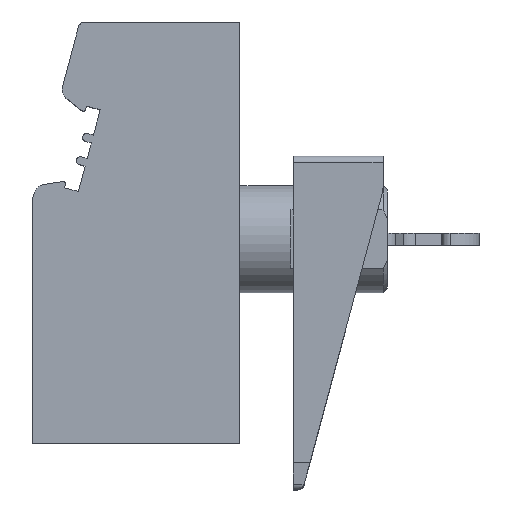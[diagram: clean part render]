
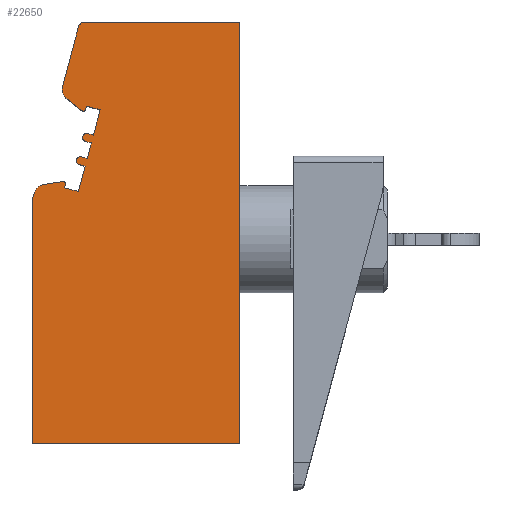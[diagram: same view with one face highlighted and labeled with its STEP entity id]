
A CAD part, top view. The second image highlights one B-rep face of the part: STEP entity #22650.
In plain terms, the highlighted planar face has unit normal (0, 0, 1).
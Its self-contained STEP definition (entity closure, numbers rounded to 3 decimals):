
#120=CARTESIAN_POINT('',(182.402,179.679,19.98));
#130=VERTEX_POINT('',#120);
#280=CARTESIAN_POINT('',(182.402,197.961,19.98));
#290=VERTEX_POINT('',#280);
#320=CARTESIAN_POINT('',(182.402,0.,19.98));
#330=DIRECTION('',(0.,1.,0.));
#340=VECTOR('',#330,1.);
#350=LINE('',#320,#340);
#360=EDGE_CURVE('',#130,#290,#350,.T.);
#880=CARTESIAN_POINT('',(197.899,179.679,19.98));
#890=DIRECTION('',(-1.,0.,0.));
#900=VECTOR('',#890,1.);
#910=LINE('',#880,#900);
#920=CARTESIAN_POINT('',(197.899,179.679,19.98));
#930=VERTEX_POINT('',#920);
#940=EDGE_CURVE('',#930,#130,#910,.T.);
#8920=CARTESIAN_POINT('',(197.899,0.,19.98));
#8930=DIRECTION('',(0.,-1.,0.));
#8940=VECTOR('',#8930,1.);
#8950=LINE('',#8920,#8940);
#8960=CARTESIAN_POINT('',(197.899,211.179,19.98));
#8970=VERTEX_POINT('',#8960);
#8980=EDGE_CURVE('',#8970,#930,#8950,.T.);
#20530=CARTESIAN_POINT('',(0.,0.,19.98));
#20540=DIRECTION('',(0.,0.,1.));
#20550=DIRECTION('',(1.,0.,0.));
#20560=AXIS2_PLACEMENT_3D('',#20530,#20540,#20550);
#20570=PLANE('',#20560);
#20580=ORIENTED_EDGE('',*,*,#940,.F.);
#20590=ORIENTED_EDGE('',*,*,#360,.F.);
#20600=CARTESIAN_POINT('',(182.902,197.961,19.98));
#20610=DIRECTION('',(0.,0.,1.));
#20620=DIRECTION('',(1.,0.,0.));
#20630=AXIS2_PLACEMENT_3D('',#20600,#20610,#20620);
#20640=CIRCLE('',#20630,0.5);
#20650=CARTESIAN_POINT('',(182.415,198.077,19.98));
#20660=VERTEX_POINT('',#20650);
#20670=EDGE_CURVE('',#20660,#290,#20640,.T.);
#20680=ORIENTED_EDGE('',*,*,#20670,.T.);
#20690=CARTESIAN_POINT('',(182.48,198.312,19.98));
#20700=DIRECTION('',(-0.265,-0.964,0.));
#20710=VECTOR('',#20700,1.);
#20720=LINE('',#20690,#20710);
#20730=CARTESIAN_POINT('',(182.48,198.312,19.98));
#20740=VERTEX_POINT('',#20730);
#20750=EDGE_CURVE('',#20740,#20660,#20720,.T.);
#20760=ORIENTED_EDGE('',*,*,#20750,.T.);
#20770=CARTESIAN_POINT('',(183.446,198.053,19.98));
#20780=DIRECTION('',(0.,0.,1.));
#20790=DIRECTION('',(1.,0.,0.));
#20800=AXIS2_PLACEMENT_3D('',#20770,#20780,#20790);
#20810=CIRCLE('',#20800,1.);
#20820=CARTESIAN_POINT('',(183.294,199.042,19.98));
#20830=VERTEX_POINT('',#20820);
#20840=EDGE_CURVE('',#20830,#20740,#20810,.T.);
#20850=ORIENTED_EDGE('',*,*,#20840,.T.);
#20860=CARTESIAN_POINT('',(184.664,199.252,19.98));
#20870=DIRECTION('',(-0.988,-0.152,0.));
#20880=VECTOR('',#20870,1.);
#20890=LINE('',#20860,#20880);
#20900=CARTESIAN_POINT('',(184.664,199.252,19.98));
#20910=VERTEX_POINT('',#20900);
#20920=EDGE_CURVE('',#20910,#20830,#20890,.T.);
#20930=ORIENTED_EDGE('',*,*,#20920,.T.);
#20940=CARTESIAN_POINT('',(184.69,199.084,19.98));
#20950=DIRECTION('',(0.,0.,1.));
#20960=DIRECTION('',(1.,0.,0.));
#20970=AXIS2_PLACEMENT_3D('',#20940,#20950,#20960);
#20980=CIRCLE('',#20970,0.17);
#20990=CARTESIAN_POINT('',(184.86,199.084,19.98));
#21000=VERTEX_POINT('',#20990);
#21010=EDGE_CURVE('',#21000,#20910,#20980,.T.);
#21020=ORIENTED_EDGE('',*,*,#21010,.T.);
#21030=CARTESIAN_POINT('',(184.854,199.04,19.98));
#21040=VERTEX_POINT('',#21030);
#21050=EDGE_CURVE('',#21040,#21000,#20980,.T.);
#21060=ORIENTED_EDGE('',*,*,#21050,.T.);
#21070=CARTESIAN_POINT('',(184.785,198.782,19.98));
#21080=DIRECTION('',(0.259,0.966,0.));
#21090=VECTOR('',#21080,1.);
#21100=LINE('',#21070,#21090);
#21110=CARTESIAN_POINT('',(184.785,198.782,19.98));
#21120=VERTEX_POINT('',#21110);
#21130=EDGE_CURVE('',#21120,#21040,#21100,.T.);
#21140=ORIENTED_EDGE('',*,*,#21130,.T.);
#21150=CARTESIAN_POINT('',(185.819,198.505,19.98));
#21160=DIRECTION('',(-0.966,0.259,0.));
#21170=VECTOR('',#21160,1.);
#21180=LINE('',#21150,#21170);
#21190=CARTESIAN_POINT('',(185.819,198.505,19.98));
#21200=VERTEX_POINT('',#21190);
#21210=EDGE_CURVE('',#21200,#21120,#21180,.T.);
#21220=ORIENTED_EDGE('',*,*,#21210,.T.);
#21230=CARTESIAN_POINT('',(185.819,198.505,19.98));
#21240=DIRECTION('',(0.259,0.966,0.));
#21250=VECTOR('',#21240,1.);
#21260=LINE('',#21230,#21250);
#21270=CARTESIAN_POINT('',(186.326,200.4,19.98));
#21280=VERTEX_POINT('',#21270);
#21290=EDGE_CURVE('',#21200,#21280,#21260,.T.);
#21300=ORIENTED_EDGE('',*,*,#21290,.F.);
#21310=CARTESIAN_POINT('',(185.892,200.517,19.98));
#21320=DIRECTION('',(0.966,-0.259,0.));
#21330=VECTOR('',#21320,1.);
#21340=LINE('',#21310,#21330);
#21350=CARTESIAN_POINT('',(185.892,200.517,19.98));
#21360=VERTEX_POINT('',#21350);
#21370=EDGE_CURVE('',#21360,#21280,#21340,.T.);
#21380=ORIENTED_EDGE('',*,*,#21370,.T.);
#21390=CARTESIAN_POINT('',(185.969,200.807,19.98));
#21400=DIRECTION('',(0.,0.,1.));
#21410=DIRECTION('',(1.,0.,0.));
#21420=AXIS2_PLACEMENT_3D('',#21390,#21400,#21410);
#21430=CIRCLE('',#21420,0.3);
#21440=CARTESIAN_POINT('',(185.669,200.807,19.98));
#21450=VERTEX_POINT('',#21440);
#21460=EDGE_CURVE('',#21450,#21360,#21430,.T.);
#21470=ORIENTED_EDGE('',*,*,#21460,.T.);
#21480=CARTESIAN_POINT('',(186.047,201.096,19.98));
#21490=VERTEX_POINT('',#21480);
#21500=EDGE_CURVE('',#21490,#21450,#21430,.T.);
#21510=ORIENTED_EDGE('',*,*,#21500,.T.);
#21520=CARTESIAN_POINT('',(186.482,200.98,19.98));
#21530=DIRECTION('',(-0.966,0.259,0.));
#21540=VECTOR('',#21530,1.);
#21550=LINE('',#21520,#21540);
#21560=CARTESIAN_POINT('',(186.482,200.98,19.98));
#21570=VERTEX_POINT('',#21560);
#21580=EDGE_CURVE('',#21570,#21490,#21550,.T.);
#21590=ORIENTED_EDGE('',*,*,#21580,.T.);
#21600=CARTESIAN_POINT('',(186.792,202.139,19.98));
#21610=VERTEX_POINT('',#21600);
#21620=EDGE_CURVE('',#21570,#21610,#21260,.T.);
#21630=ORIENTED_EDGE('',*,*,#21620,.F.);
#21640=CARTESIAN_POINT('',(186.358,202.255,19.98));
#21650=DIRECTION('',(0.966,-0.259,0.));
#21660=VECTOR('',#21650,1.);
#21670=LINE('',#21640,#21660);
#21680=CARTESIAN_POINT('',(186.358,202.255,19.98));
#21690=VERTEX_POINT('',#21680);
#21700=EDGE_CURVE('',#21690,#21610,#21670,.T.);
#21710=ORIENTED_EDGE('',*,*,#21700,.T.);
#21720=CARTESIAN_POINT('',(186.435,202.545,19.98));
#21730=DIRECTION('',(0.,0.,1.));
#21740=DIRECTION('',(1.,0.,0.));
#21750=AXIS2_PLACEMENT_3D('',#21720,#21730,#21740);
#21760=CIRCLE('',#21750,0.3);
#21770=CARTESIAN_POINT('',(186.135,202.545,19.98));
#21780=VERTEX_POINT('',#21770);
#21790=EDGE_CURVE('',#21780,#21690,#21760,.T.);
#21800=ORIENTED_EDGE('',*,*,#21790,.T.);
#21810=CARTESIAN_POINT('',(186.513,202.835,19.98));
#21820=VERTEX_POINT('',#21810);
#21830=EDGE_CURVE('',#21820,#21780,#21760,.T.);
#21840=ORIENTED_EDGE('',*,*,#21830,.T.);
#21850=CARTESIAN_POINT('',(186.948,202.718,19.98));
#21860=DIRECTION('',(-0.966,0.259,0.));
#21870=VECTOR('',#21860,1.);
#21880=LINE('',#21850,#21870);
#21890=CARTESIAN_POINT('',(186.948,202.718,19.98));
#21900=VERTEX_POINT('',#21890);
#21910=EDGE_CURVE('',#21900,#21820,#21880,.T.);
#21920=ORIENTED_EDGE('',*,*,#21910,.T.);
#21930=CARTESIAN_POINT('',(187.456,204.614,19.98));
#21940=VERTEX_POINT('',#21930);
#21950=EDGE_CURVE('',#21900,#21940,#21260,.T.);
#21960=ORIENTED_EDGE('',*,*,#21950,.F.);
#21970=CARTESIAN_POINT('',(186.422,204.891,19.98));
#21980=DIRECTION('',(0.966,-0.259,0.));
#21990=VECTOR('',#21980,1.);
#22000=LINE('',#21970,#21990);
#22010=CARTESIAN_POINT('',(186.422,204.891,19.98));
#22020=VERTEX_POINT('',#22010);
#22030=EDGE_CURVE('',#22020,#21940,#22000,.T.);
#22040=ORIENTED_EDGE('',*,*,#22030,.T.);
#22050=CARTESIAN_POINT('',(186.353,204.633,19.98));
#22060=VERTEX_POINT('',#22050);
#22070=EDGE_CURVE('',#22060,#22020,#21100,.T.);
#22080=ORIENTED_EDGE('',*,*,#22070,.T.);
#22090=CARTESIAN_POINT('',(186.189,204.677,19.98));
#22100=DIRECTION('',(0.,0.,1.));
#22110=DIRECTION('',(1.,0.,0.));
#22120=AXIS2_PLACEMENT_3D('',#22090,#22100,#22110);
#22130=CIRCLE('',#22120,0.17);
#22140=CARTESIAN_POINT('',(186.082,204.544,19.98));
#22150=VERTEX_POINT('',#22140);
#22160=EDGE_CURVE('',#22150,#22060,#22130,.T.);
#22170=ORIENTED_EDGE('',*,*,#22160,.T.);
#22180=CARTESIAN_POINT('',(184.991,205.411,19.98));
#22190=DIRECTION('',(0.783,-0.622,0.));
#22200=VECTOR('',#22190,1.);
#22210=LINE('',#22180,#22200);
#22220=CARTESIAN_POINT('',(184.991,205.411,19.98));
#22230=VERTEX_POINT('',#22220);
#22240=EDGE_CURVE('',#22230,#22150,#22210,.T.);
#22250=ORIENTED_EDGE('',*,*,#22240,.T.);
#22260=CARTESIAN_POINT('',(185.621,206.184,19.98));
#22270=DIRECTION('',(0.,0.,1.));
#22280=DIRECTION('',(1.,0.,0.));
#22290=AXIS2_PLACEMENT_3D('',#22260,#22270,#22280);
#22300=CIRCLE('',#22290,0.997);
#22310=CARTESIAN_POINT('',(184.624,206.184,19.98));
#22320=VERTEX_POINT('',#22310);
#22330=EDGE_CURVE('',#22320,#22230,#22300,.T.);
#22340=ORIENTED_EDGE('',*,*,#22330,.T.);
#22350=CARTESIAN_POINT('',(184.661,206.45,19.98));
#22360=VERTEX_POINT('',#22350);
#22370=EDGE_CURVE('',#22360,#22320,#22300,.T.);
#22380=ORIENTED_EDGE('',*,*,#22370,.T.);
#22390=CARTESIAN_POINT('',(184.661,206.45,19.98));
#22400=DIRECTION('',(0.259,0.966,0.));
#22410=VECTOR('',#22400,1.);
#22420=LINE('',#22390,#22410);
#22430=CARTESIAN_POINT('',(185.828,210.808,19.98));
#22440=VERTEX_POINT('',#22430);
#22450=EDGE_CURVE('',#22360,#22440,#22420,.T.);
#22460=ORIENTED_EDGE('',*,*,#22450,.F.);
#22470=CARTESIAN_POINT('',(186.311,210.679,19.98));
#22480=DIRECTION('',(0.,0.,1.));
#22490=DIRECTION('',(1.,0.,0.));
#22500=AXIS2_PLACEMENT_3D('',#22470,#22480,#22490);
#22510=CIRCLE('',#22500,0.5);
#22520=CARTESIAN_POINT('',(186.311,211.179,19.98));
#22530=VERTEX_POINT('',#22520);
#22540=EDGE_CURVE('',#22530,#22440,#22510,.T.);
#22550=ORIENTED_EDGE('',*,*,#22540,.T.);
#22560=CARTESIAN_POINT('',(188.199,211.179,19.98));
#22570=DIRECTION('',(-1.,0.,0.));
#22580=VECTOR('',#22570,1.);
#22590=LINE('',#22560,#22580);
#22600=EDGE_CURVE('',#8970,#22530,#22590,.T.);
#22610=ORIENTED_EDGE('',*,*,#22600,.T.);
#22620=ORIENTED_EDGE('',*,*,#8980,.F.);
#22630=EDGE_LOOP('',(#22620,#22610,#22550,#22460,#22380,#22340,#22250,
#22170,#22080,#22040,#21960,#21920,#21840,#21800,#21710,#21630,#21590,
#21510,#21470,#21380,#21300,#21220,#21140,#21060,#21020,#20930,#20850,
#20760,#20680,#20590,#20580));
#22640=FACE_OUTER_BOUND('',#22630,.T.);
#22650=ADVANCED_FACE('',(#22640),#20570,.T.);
